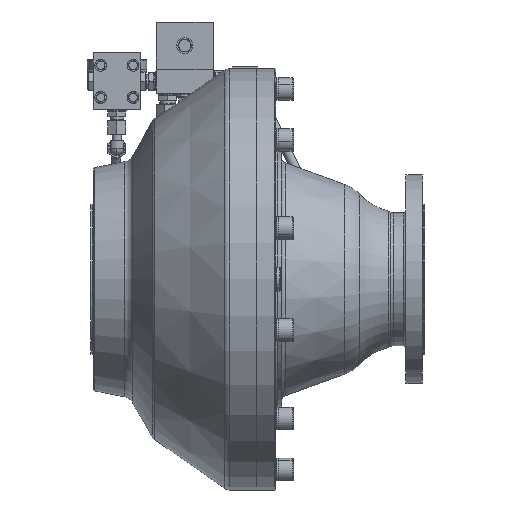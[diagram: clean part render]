
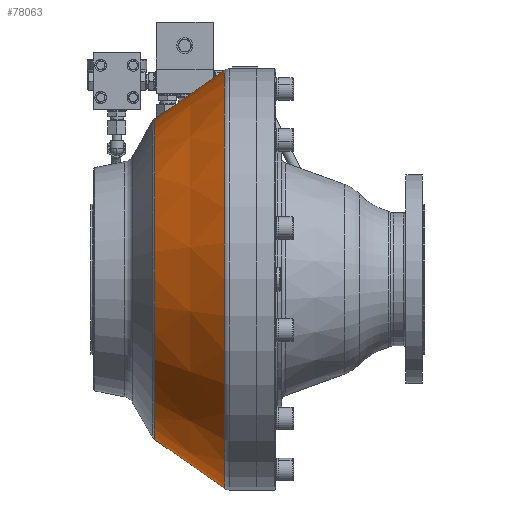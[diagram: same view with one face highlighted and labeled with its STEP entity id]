
A CAD part, front view. The second image highlights one B-rep face of the part: STEP entity #78063.
In plain terms, the highlighted conical face has half-angle 35 degrees and reference radius 220.191 mm.
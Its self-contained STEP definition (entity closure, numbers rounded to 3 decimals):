
#1826 = EDGE_CURVE ( 'NONE', #23999, #82699, #77925, .T. ) ;
#7760 = CIRCLE ( 'NONE', #81949, 220.192 ) ;
#8865 = AXIS2_PLACEMENT_3D ( 'NONE', #72093, #38624, #94186 ) ;
#15115 = DIRECTION ( 'NONE',  ( -1., 0., 0. ) ) ;
#16529 = VERTEX_POINT ( 'NONE', #53553 ) ;
#16846 = DIRECTION ( 'NONE',  ( 0.819, 0., -0.574 ) ) ;
#23946 = CARTESIAN_POINT ( 'NONE',  ( 149.555, 0., 0. ) ) ;
#23999 = VERTEX_POINT ( 'NONE', #99010 ) ;
#24292 = AXIS2_PLACEMENT_3D ( 'NONE', #45797, #70676, #53132 ) ;
#24321 = CONICAL_SURFACE ( 'NONE', #8865, 220.192, 0.611 ) ;
#26355 = LINE ( 'NONE', #58733, #101103 ) ;
#33417 = FACE_OUTER_BOUND ( 'NONE', #69666, .T. ) ;
#35639 = ORIENTED_EDGE ( 'NONE', *, *, #56476, .T. ) ;
#36367 = ORIENTED_EDGE ( 'NONE', *, *, #36807, .T. ) ;
#36807 = EDGE_CURVE ( 'NONE', #52273, #16529, #26355, .T. ) ;
#38624 = DIRECTION ( 'NONE',  ( 1., 0., 0. ) ) ;
#40137 = DIRECTION ( 'NONE',  ( 0., 0., 1. ) ) ;
#41779 = ORIENTED_EDGE ( 'NONE', *, *, #97169, .F. ) ;
#45797 = CARTESIAN_POINT ( 'NONE',  ( 76.512, 0., 0. ) ) ;
#52273 = VERTEX_POINT ( 'NONE', #74398 ) ;
#53132 = DIRECTION ( 'NONE',  ( 0., 0., 1. ) ) ;
#53553 = CARTESIAN_POINT ( 'NONE',  ( 149.555, 0., -220.192 ) ) ;
#56476 = EDGE_CURVE ( 'Defeature ausgef�hrt2_2+Defeature ausgef�hrt2_1+Defeature ausgef�hrt2_146+Defeature ausgef�hrt2_146', #16529, #82699, #7760, .T. ) ;
#58733 = CARTESIAN_POINT ( 'NONE',  ( 149.555, 0., -220.192 ) ) ;
#62934 = CARTESIAN_POINT ( 'NONE',  ( 149.555, 0., 220.192 ) ) ;
#68825 = VECTOR ( 'NONE', #90531, 1000. ) ;
#69666 = EDGE_LOOP ( 'NONE', ( #90373, #41779, #36367, #35639 ) ) ;
#70676 = DIRECTION ( 'NONE',  ( -1., 0., 0. ) ) ;
#72093 = CARTESIAN_POINT ( 'NONE',  ( 149.555, 0., 0. ) ) ;
#74398 = CARTESIAN_POINT ( 'NONE',  ( 76.512, 0., -169.046 ) ) ;
#75700 = CIRCLE ( 'NONE', #24292, 169.046 ) ;
#77925 = LINE ( 'NONE', #89815, #68825 ) ;
#78063 = ADVANCED_FACE ( 'Defeature ausgef�hrt2_2', ( #33417 ), #24321, .T. ) ;
#81949 = AXIS2_PLACEMENT_3D ( 'NONE', #23946, #15115, #40137 ) ;
#82699 = VERTEX_POINT ( 'NONE', #62934 ) ;
#89815 = CARTESIAN_POINT ( 'NONE',  ( 149.555, 0., 220.192 ) ) ;
#90373 = ORIENTED_EDGE ( 'NONE', *, *, #1826, .F. ) ;
#90531 = DIRECTION ( 'NONE',  ( 0.819, 0., 0.574 ) ) ;
#94186 = DIRECTION ( 'NONE',  ( 0., 0., -1. ) ) ;
#97169 = EDGE_CURVE ( 'Defeature ausgef�hrt2_6+Defeature ausgef�hrt2_2+Defeature ausgef�hrt2_15+Defeature ausgef�hrt2_14', #52273, #23999, #75700, .T. ) ;
#99010 = CARTESIAN_POINT ( 'NONE',  ( 76.512, 0., 169.046 ) ) ;
#101103 = VECTOR ( 'NONE', #16846, 1000. ) ;
